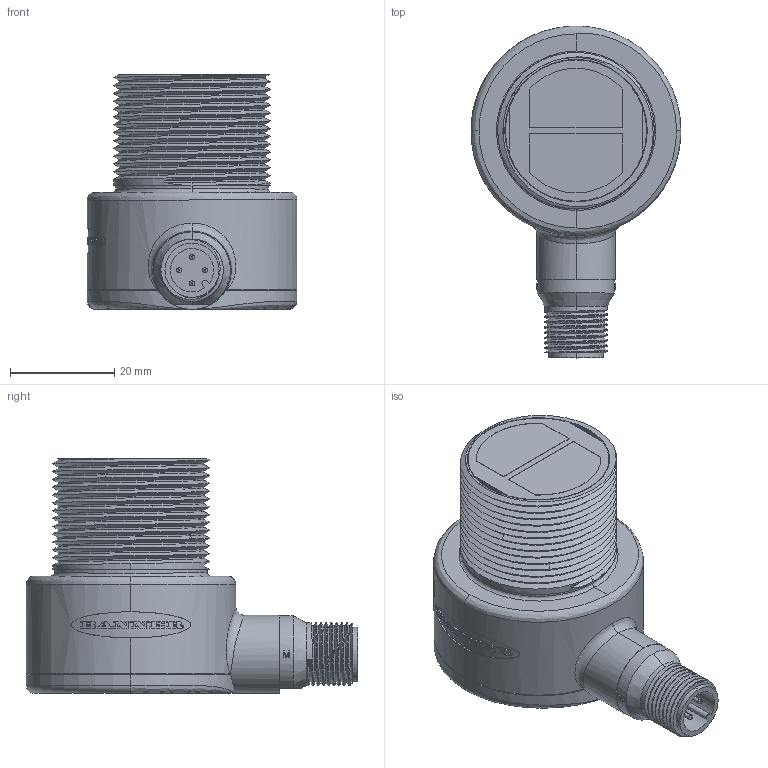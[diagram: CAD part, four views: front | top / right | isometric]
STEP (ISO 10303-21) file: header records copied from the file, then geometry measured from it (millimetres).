
FILE_DESCRIPTION((''),'2;1');
FILE_NAME('155329_SM01_ASM','2022-11-09T11:02:45',('PDMAdmin'),('BANNER ENGINEERING'),'CREO PARAMETRIC BY PTC INC, 2019292','CREO PARAMETRIC BY PTC INC, 2019292','');
FILE_SCHEMA(('CONFIG_CONTROL_DESIGN'));
Length unit declared in the file: millimetre
Products named in the file (2): 155329_EP01; 155329_SM01_ASM
Assembly tree (1 placements, depth 2):
  155329_SM01_ASM
    155329_EP01
Bounding box: 40.18 x 63.56 x 45 mm (x, y, z)
Volume: 45771.8 mm3; surface area: 11135.2 mm2
Topology: 1 solids, 1 shells, 453 faces, 1258 edges, 831 vertices
Faces by surface type: cylinder 214, plane 189, bspline 33, cone 10, sphere 4, extrusion 2, torus 1
Entity records: 33618 total; most frequent: CARTESIAN_POINT 22755, ORIENTED_EDGE 2504, DIRECTION 1883, EDGE_CURVE 1252, VERTEX_POINT 831, AXIS2_PLACEMENT_3D 664, VECTOR 555, LINE 553
